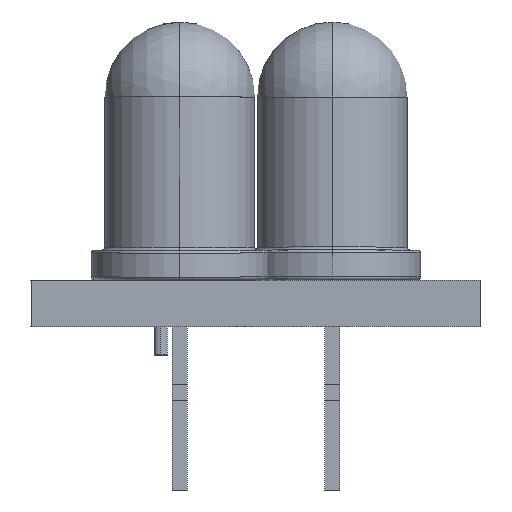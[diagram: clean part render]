
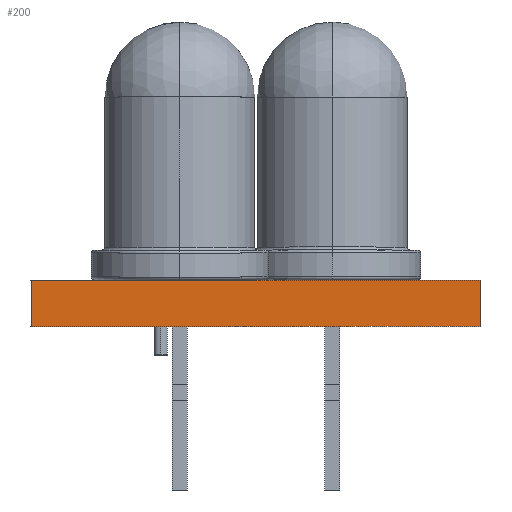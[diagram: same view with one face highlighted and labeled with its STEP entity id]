
A CAD part, front view. The second image highlights one B-rep face of the part: STEP entity #200.
In plain terms, the highlighted planar face has unit normal (0, -1, 0).
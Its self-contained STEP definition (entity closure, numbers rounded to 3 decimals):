
#142 = EDGE_CURVE('',#143,#145,#147,.T.);
#143 = VERTEX_POINT('',#144);
#144 = CARTESIAN_POINT('',(7.5,-50.,-0.775));
#145 = VERTEX_POINT('',#146);
#146 = CARTESIAN_POINT('',(7.5,-50.,0.775));
#147 = LINE('',#148,#149);
#148 = CARTESIAN_POINT('',(7.5,-50.,-0.775));
#149 = VECTOR('',#150,1.);
#150 = DIRECTION('',(0.,0.,1.));
#175 = VERTEX_POINT('',#176);
#176 = CARTESIAN_POINT('',(-7.5,-50.,0.775));
#182 = EDGE_CURVE('',#183,#175,#185,.T.);
#183 = VERTEX_POINT('',#184);
#184 = CARTESIAN_POINT('',(-7.5,-50.,-0.775));
#185 = LINE('',#186,#187);
#186 = CARTESIAN_POINT('',(-7.5,-50.,-0.775));
#187 = VECTOR('',#188,1.);
#188 = DIRECTION('',(0.,0.,1.));
#200 = ADVANCED_FACE('',(#201),#217,.F.);
#201 = FACE_BOUND('',#202,.F.);
#202 = EDGE_LOOP('',(#203,#204,#210,#211));
#203 = ORIENTED_EDGE('',*,*,#182,.T.);
#204 = ORIENTED_EDGE('',*,*,#205,.T.);
#205 = EDGE_CURVE('',#175,#145,#206,.T.);
#206 = LINE('',#207,#208);
#207 = CARTESIAN_POINT('',(-7.5,-50.,0.775));
#208 = VECTOR('',#209,1.);
#209 = DIRECTION('',(1.,0.,0.));
#210 = ORIENTED_EDGE('',*,*,#142,.F.);
#211 = ORIENTED_EDGE('',*,*,#212,.F.);
#212 = EDGE_CURVE('',#183,#143,#213,.T.);
#213 = LINE('',#214,#215);
#214 = CARTESIAN_POINT('',(-7.5,-50.,-0.775));
#215 = VECTOR('',#216,1.);
#216 = DIRECTION('',(1.,0.,0.));
#217 = PLANE('',#218);
#218 = AXIS2_PLACEMENT_3D('',#219,#220,#221);
#219 = CARTESIAN_POINT('',(-7.5,-50.,-0.775));
#220 = DIRECTION('',(0.,1.,0.));
#221 = DIRECTION('',(1.,0.,0.));
